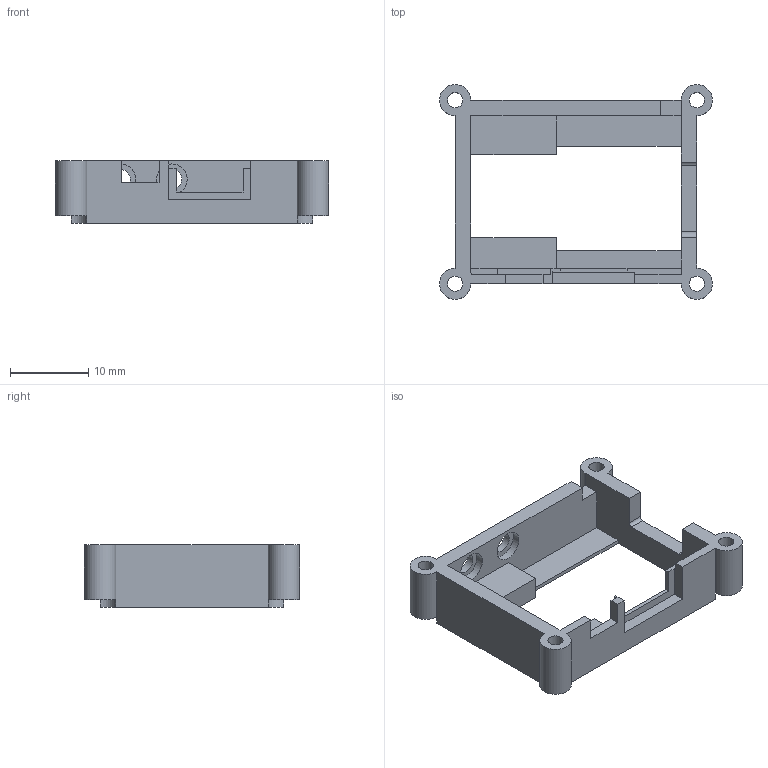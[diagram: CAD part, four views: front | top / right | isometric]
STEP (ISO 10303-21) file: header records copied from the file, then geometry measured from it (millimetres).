
FILE_DESCRIPTION(/* description */ ('KiCad electronic assembly'),/* implementation_level */ '2;1');
FILE_NAME(/* name */ 'TOP.step',/* time_stamp */ '2025-11-12T14:24:14+01:00',/* author */ (''),/* organization */ (''),/* preprocessor_version */ 'ST-DEVELOPER v20.1',/* originating_system */ 'Autodesk Translation Framework v14.17.0.0',/* authorisation */ '');
FILE_SCHEMA (('AUTOMOTIVE_DESIGN { 1 0 10303 214 3 1 1 }'));
Length unit declared in the file: millimetre
Products named in the file (1): boardv6 1
Bounding box: 34.8 x 27.4 x 8 mm (x, y, z)
Volume: 1802 mm3; surface area: 2643.3 mm2
Topology: 1 solids, 1 shells, 75 faces, 204 edges, 132 vertices
Faces by surface type: plane 57, cylinder 18
Full cylindrical faces by diameter (mm): 1.95 x4, 2.5 x2, 3.9 x2
Entity records: 2388 total; most frequent: CARTESIAN_POINT 412, ORIENTED_EDGE 408, DIRECTION 392, EDGE_CURVE 204, LINE 168, VECTOR 168, VERTEX_POINT 132, AXIS2_PLACEMENT_3D 112
